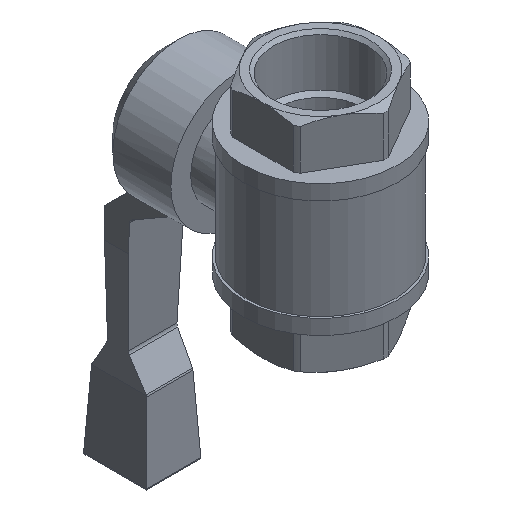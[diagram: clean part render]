
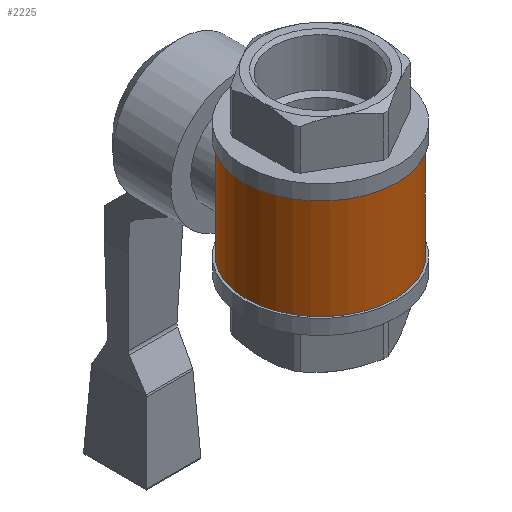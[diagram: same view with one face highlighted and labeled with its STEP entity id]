
A CAD part, isometric view. The second image highlights one B-rep face of the part: STEP entity #2225.
In plain terms, the highlighted cylindrical face has radius 35.5 mm (diameter 71 mm), a full revolution.
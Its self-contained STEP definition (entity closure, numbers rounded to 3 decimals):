
#24=CIRCLE('',#2344,35.5);
#25=CIRCLE('',#2345,35.5);
#90=B_SPLINE_CURVE_WITH_KNOTS('',3,(#3067,#3068,#3069,#3070,#3071,#3072,
#3073,#3074,#3075,#3076,#3077,#3078,#3079,#3080,#3081,#3082,#3083,#3084,
#3085,#3086,#3087,#3088,#3089,#3090,#3091,#3092,#3093,#3094,#3095,#3096,
#3097,#3098,#3099,#3100,#3101,#3102,#3103,#3104,#3105,#3106,#3107),
 .UNSPECIFIED.,.T.,.F.,(1,1,1,1,1,1,1,1,1,1,1,1,1,1,1,1,1,1,1,1,1,1,1,1,
1,1,1,1,1,1,1,1,1,1,1,1,1,1,1,1,1,1,1,1,1),(-0.013,-0.009,
-0.004,0.,0.004,0.009,0.013,
0.018,0.022,0.026,0.031,
0.033,0.035,0.04,0.044,
0.048,0.053,0.057,0.062,
0.064,0.066,0.068,0.07,
0.075,0.077,0.079,0.083,
0.088,0.092,0.097,0.099,
0.101,0.105,0.108,0.11,
0.114,0.119,0.123,0.127,
0.132,0.136,0.141,0.145,0.149,
0.154),.UNSPECIFIED.);
#153=CYLINDRICAL_SURFACE('',#2343,35.5);
#240=ORIENTED_EDGE('',*,*,#689,.F.);
#241=ORIENTED_EDGE('',*,*,#690,.F.);
#242=ORIENTED_EDGE('',*,*,#691,.T.);
#689=EDGE_CURVE('',#911,#911,#24,.T.);
#690=EDGE_CURVE('',#912,#912,#90,.T.);
#691=EDGE_CURVE('',#913,#913,#25,.T.);
#911=VERTEX_POINT('',#3066);
#912=VERTEX_POINT('',#3108);
#913=VERTEX_POINT('',#3110);
#1242=EDGE_LOOP('',(#240));
#1243=EDGE_LOOP('',(#241));
#1244=EDGE_LOOP('',(#242));
#1365=FACE_BOUND('',#1242,.T.);
#1366=FACE_BOUND('',#1243,.T.);
#1367=FACE_BOUND('',#1244,.T.);
#2225=ADVANCED_FACE('',(#1365,#1366,#1367),#153,.T.);
#2343=AXIS2_PLACEMENT_3D('',#3064,#2568,#2569);
#2344=AXIS2_PLACEMENT_3D('',#3065,#2570,#2571);
#2345=AXIS2_PLACEMENT_3D('',#3109,#2572,#2573);
#2568=DIRECTION('',(0.,0.,-1.));
#2569=DIRECTION('',(-1.,0.,0.));
#2570=DIRECTION('',(0.,0.,-1.));
#2571=DIRECTION('',(-1.,0.,0.));
#2572=DIRECTION('',(0.,0.,-1.));
#2573=DIRECTION('',(-1.,0.,0.));
#3064=CARTESIAN_POINT('',(0.,0.,-52.75));
#3065=CARTESIAN_POINT('',(0.,0.,-24.217));
#3066=CARTESIAN_POINT('',(-35.5,0.,-24.217));
#3067=CARTESIAN_POINT('',(4.484,35.306,-21.588));
#3068=CARTESIAN_POINT('',(-0.021,35.595,-22.053));
#3069=CARTESIAN_POINT('',(-4.401,35.315,-21.602));
#3070=CARTESIAN_POINT('',(-8.604,34.524,-20.295));
#3071=CARTESIAN_POINT('',(-12.356,33.35,-18.245));
#3072=CARTESIAN_POINT('',(-15.598,31.947,-15.564));
#3073=CARTESIAN_POINT('',(-18.274,30.476,-12.307));
#3074=CARTESIAN_POINT('',(-20.276,29.163,-8.636));
#3075=CARTESIAN_POINT('',(-21.373,28.349,-5.151));
#3076=CARTESIAN_POINT('',(-21.819,28.004,-2.275));
#3077=CARTESIAN_POINT('',(-21.977,27.879,0.702));
#3078=CARTESIAN_POINT('',(-21.61,28.171,4.359));
#3079=CARTESIAN_POINT('',(-20.322,29.131,8.534));
#3080=CARTESIAN_POINT('',(-18.295,30.464,12.279));
#3081=CARTESIAN_POINT('',(-15.647,31.923,15.512));
#3082=CARTESIAN_POINT('',(-12.4,33.334,18.215));
#3083=CARTESIAN_POINT('',(-9.297,34.31,19.921));
#3084=CARTESIAN_POINT('',(-6.563,34.909,20.931));
#3085=CARTESIAN_POINT('',(-4.468,35.239,21.476));
#3086=CARTESIAN_POINT('',(-2.31,35.448,21.816));
#3087=CARTESIAN_POINT('',(0.675,35.548,21.978));
#3088=CARTESIAN_POINT('',(3.586,35.371,21.692));
#3089=CARTESIAN_POINT('',(6.451,34.931,20.967));
#3090=CARTESIAN_POINT('',(9.163,34.345,19.982));
#3091=CARTESIAN_POINT('',(12.329,33.361,18.265));
#3092=CARTESIAN_POINT('',(15.567,31.962,15.593));
#3093=CARTESIAN_POINT('',(18.254,30.489,12.339));
#3094=CARTESIAN_POINT('',(19.934,29.388,9.267));
#3095=CARTESIAN_POINT('',(20.936,28.673,6.547));
#3096=CARTESIAN_POINT('',(21.661,28.13,3.757));
#3097=CARTESIAN_POINT('',(21.973,27.882,0.773));
#3098=CARTESIAN_POINT('',(21.831,27.994,-2.15));
#3099=CARTESIAN_POINT('',(21.393,28.333,-5.076));
#3100=CARTESIAN_POINT('',(20.319,29.133,-8.537));
#3101=CARTESIAN_POINT('',(18.293,30.466,-12.287));
#3102=CARTESIAN_POINT('',(15.612,31.939,-15.545));
#3103=CARTESIAN_POINT('',(12.398,33.336,-18.22));
#3104=CARTESIAN_POINT('',(8.595,34.524,-20.295));
#3105=CARTESIAN_POINT('',(4.484,35.306,-21.588));
#3106=CARTESIAN_POINT('',(-0.021,35.595,-22.053));
#3107=CARTESIAN_POINT('',(-4.401,35.315,-21.602));
#3108=CARTESIAN_POINT('',(0.,35.5,-21.9));
#3109=CARTESIAN_POINT('',(0.,0.,24.217));
#3110=CARTESIAN_POINT('',(-35.5,0.,24.217));
